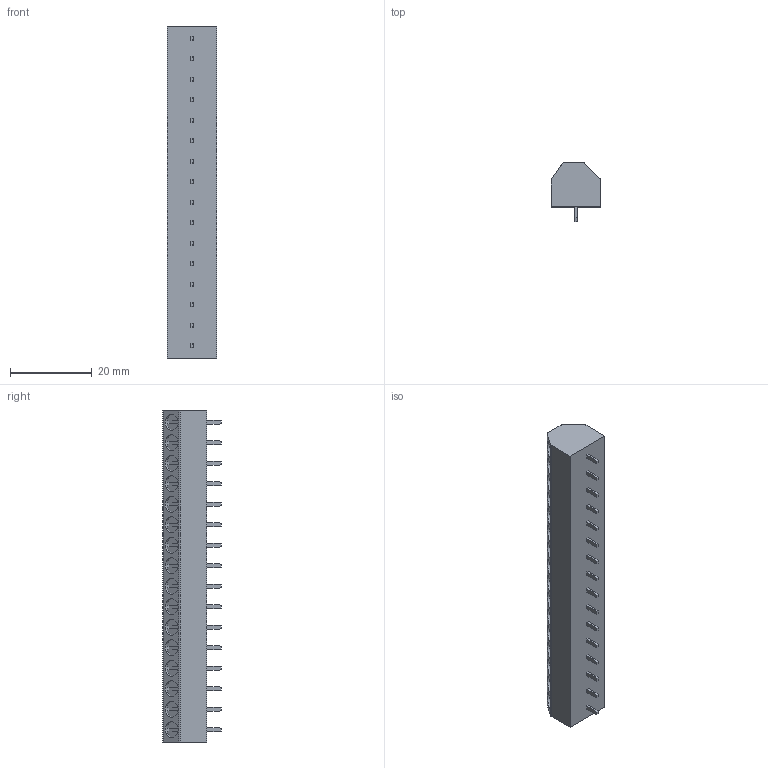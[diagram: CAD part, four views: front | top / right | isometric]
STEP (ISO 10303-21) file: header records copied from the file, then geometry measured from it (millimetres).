
FILE_DESCRIPTION((''),'2;1');
FILE_NAME('PRT0002','2024-10-19T',('sj'),(''),'PRO/ENGINEER BY PARAMETRIC TECHNOLOGY CORPORATION, 2013240','PRO/ENGINEER BY PARAMETRIC TECHNOLOGY CORPORATION, 2013240','');
FILE_SCHEMA(('AUTOMOTIVE_DESIGN_CC2 { 1 2 10303 214 -1 1 5 2 }'));
Length unit declared in the file: millimetre
Products named in the file (1): PRT0002
Bounding box: 12 x 14.3 x 81 mm (x, y, z)
Volume: 8853.1 mm3; surface area: 4233 mm2
Topology: 1 solids, 1 shells, 364 faces, 942 edges, 628 vertices
Faces by surface type: plane 328, cylinder 36
Entity records: 11022 total; most frequent: CARTESIAN_POINT 1934, ORIENTED_EDGE 1884, DIRECTION 1806, EDGE_CURVE 942, VECTOR 806, LINE 806, VERTEX_POINT 628, AXIS2_PLACEMENT_3D 500
